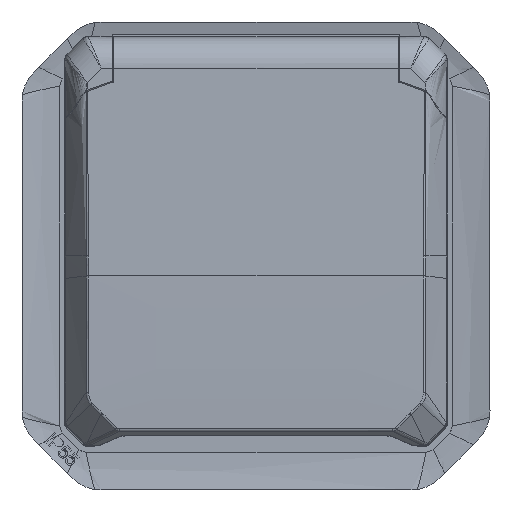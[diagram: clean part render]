
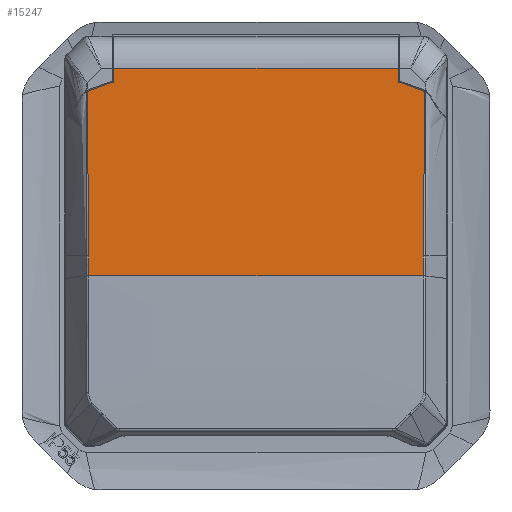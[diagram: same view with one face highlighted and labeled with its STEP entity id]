
A CAD part, top view. The second image highlights one B-rep face of the part: STEP entity #15247.
In plain terms, the highlighted planar face has unit normal (0, -0.005, -1).
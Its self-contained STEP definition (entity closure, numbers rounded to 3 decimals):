
#15231=AXIS2_PLACEMENT_3D('Plane Axis2P3D',#15228,#15229,#15230) ;
#4469=CARTESIAN_POINT('Vertex',(25.4,24.761,178.531)) ;
#4473=CARTESIAN_POINT('Control Point',(25.4,24.761,178.531)) ;
#4474=CARTESIAN_POINT('Control Point',(24.067,25.242,178.528)) ;
#4475=CARTESIAN_POINT('Control Point',(22.733,25.723,178.526)) ;
#4476=CARTESIAN_POINT('Control Point',(21.4,26.204,178.524)) ;
#4477=CARTESIAN_POINT('Vertex',(21.4,26.204,178.524)) ;
#4593=CARTESIAN_POINT('Line Origine',(21.4,27.213,178.519)) ;
#4597=CARTESIAN_POINT('Vertex',(21.4,28.222,178.515)) ;
#4799=CARTESIAN_POINT('Vertex',(25.158,0.001,178.646)) ;
#4805=CARTESIAN_POINT('Control Point',(25.158,0.001,178.646)) ;
#4806=CARTESIAN_POINT('Control Point',(25.158,1.477,178.639)) ;
#4807=CARTESIAN_POINT('Control Point',(25.16,2.954,178.632)) ;
#4808=CARTESIAN_POINT('Control Point',(25.164,4.43,178.625)) ;
#4809=CARTESIAN_POINT('Control Point',(25.175,7.382,178.612)) ;
#4810=CARTESIAN_POINT('Control Point',(25.194,10.333,178.598)) ;
#4811=CARTESIAN_POINT('Control Point',(25.206,11.809,178.591)) ;
#4812=CARTESIAN_POINT('Control Point',(25.228,14.017,178.581)) ;
#4813=CARTESIAN_POINT('Control Point',(25.255,16.22,178.57)) ;
#4814=CARTESIAN_POINT('Control Point',(25.265,16.953,178.567)) ;
#4815=CARTESIAN_POINT('Control Point',(25.286,18.413,178.56)) ;
#4816=CARTESIAN_POINT('Control Point',(25.31,19.868,178.553)) ;
#4817=CARTESIAN_POINT('Control Point',(25.322,20.596,178.55)) ;
#4818=CARTESIAN_POINT('Control Point',(25.345,21.867,178.544)) ;
#4819=CARTESIAN_POINT('Control Point',(25.369,23.132,178.538)) ;
#4820=CARTESIAN_POINT('Control Point',(25.379,23.675,178.536)) ;
#4821=CARTESIAN_POINT('Control Point',(25.39,24.218,178.533)) ;
#4822=CARTESIAN_POINT('Control Point',(25.4,24.761,178.531)) ;
#5186=CARTESIAN_POINT('Vertex',(25.158,-3.,178.66)) ;
#5192=CARTESIAN_POINT('Control Point',(25.158,-3.,178.66)) ;
#5193=CARTESIAN_POINT('Control Point',(25.158,-2.904,178.659)) ;
#5194=CARTESIAN_POINT('Control Point',(25.158,-2.815,178.659)) ;
#5195=CARTESIAN_POINT('Control Point',(25.158,-2.734,178.659)) ;
#5196=CARTESIAN_POINT('Control Point',(25.158,-2.154,178.656)) ;
#5197=CARTESIAN_POINT('Control Point',(25.158,-1.572,178.653)) ;
#5198=CARTESIAN_POINT('Control Point',(25.158,-1.062,178.651)) ;
#5199=CARTESIAN_POINT('Control Point',(25.158,-0.544,178.648)) ;
#5200=CARTESIAN_POINT('Control Point',(25.158,-0.026,178.646)) ;
#5201=CARTESIAN_POINT('Control Point',(25.158,-0.017,178.646)) ;
#5202=CARTESIAN_POINT('Control Point',(25.158,-0.008,178.646)) ;
#5203=CARTESIAN_POINT('Control Point',(25.158,0.001,178.646)) ;
#5796=CARTESIAN_POINT('Vertex',(-25.158,0.001,178.646)) ;
#5828=CARTESIAN_POINT('Vertex',(-25.4,24.761,178.531)) ;
#5832=CARTESIAN_POINT('Control Point',(-25.158,0.001,178.646)) ;
#5833=CARTESIAN_POINT('Control Point',(-25.158,1.477,178.639)) ;
#5834=CARTESIAN_POINT('Control Point',(-25.16,2.954,178.632)) ;
#5835=CARTESIAN_POINT('Control Point',(-25.164,4.43,178.625)) ;
#5836=CARTESIAN_POINT('Control Point',(-25.175,7.382,178.612)) ;
#5837=CARTESIAN_POINT('Control Point',(-25.194,10.333,178.598)) ;
#5838=CARTESIAN_POINT('Control Point',(-25.206,11.809,178.591)) ;
#5839=CARTESIAN_POINT('Control Point',(-25.228,14.017,178.581)) ;
#5840=CARTESIAN_POINT('Control Point',(-25.255,16.22,178.57)) ;
#5841=CARTESIAN_POINT('Control Point',(-25.265,16.953,178.567)) ;
#5842=CARTESIAN_POINT('Control Point',(-25.286,18.413,178.56)) ;
#5843=CARTESIAN_POINT('Control Point',(-25.31,19.868,178.553)) ;
#5844=CARTESIAN_POINT('Control Point',(-25.322,20.596,178.55)) ;
#5845=CARTESIAN_POINT('Control Point',(-25.345,21.867,178.544)) ;
#5846=CARTESIAN_POINT('Control Point',(-25.369,23.132,178.538)) ;
#5847=CARTESIAN_POINT('Control Point',(-25.379,23.675,178.536)) ;
#5848=CARTESIAN_POINT('Control Point',(-25.39,24.218,178.533)) ;
#5849=CARTESIAN_POINT('Control Point',(-25.4,24.761,178.531)) ;
#5951=CARTESIAN_POINT('Vertex',(-25.158,-3.,178.66)) ;
#5954=CARTESIAN_POINT('Line Origine',(0.,-3.,178.66)) ;
#6079=CARTESIAN_POINT('Control Point',(-25.158,0.001,178.646)) ;
#6080=CARTESIAN_POINT('Control Point',(-25.158,-0.256,178.647)) ;
#6081=CARTESIAN_POINT('Control Point',(-25.158,-0.556,178.648)) ;
#6082=CARTESIAN_POINT('Control Point',(-25.158,-0.906,178.65)) ;
#6083=CARTESIAN_POINT('Control Point',(-25.158,-1.493,178.653)) ;
#6084=CARTESIAN_POINT('Control Point',(-25.158,-2.078,178.656)) ;
#6085=CARTESIAN_POINT('Control Point',(-25.158,-2.368,178.657)) ;
#6086=CARTESIAN_POINT('Control Point',(-25.158,-2.672,178.658)) ;
#6087=CARTESIAN_POINT('Control Point',(-25.158,-3.,178.66)) ;
#14802=CARTESIAN_POINT('Vertex',(-21.401,26.204,178.524)) ;
#14806=CARTESIAN_POINT('Control Point',(-21.403,26.203,178.524)) ;
#14807=CARTESIAN_POINT('Control Point',(-21.401,26.204,178.524)) ;
#14808=CARTESIAN_POINT('Vertex',(-21.403,26.203,178.524)) ;
#14812=CARTESIAN_POINT('Control Point',(-25.4,24.761,178.531)) ;
#14813=CARTESIAN_POINT('Control Point',(-24.068,25.242,178.528)) ;
#14814=CARTESIAN_POINT('Control Point',(-22.736,25.722,178.526)) ;
#14815=CARTESIAN_POINT('Control Point',(-21.403,26.203,178.524)) ;
#15061=CARTESIAN_POINT('Vertex',(-21.4,28.222,178.515)) ;
#15064=CARTESIAN_POINT('Line Origine',(-21.4,27.622,178.517)) ;
#15068=CARTESIAN_POINT('Vertex',(-21.4,27.023,178.52)) ;
#15071=CARTESIAN_POINT('Line Origine',(-21.4,26.613,178.522)) ;
#15153=CARTESIAN_POINT('Line Origine',(0.,28.222,178.515)) ;
#15228=CARTESIAN_POINT('Axis2P3D Location',(0.,-3.,178.66)) ;
#4594=DIRECTION('Vector Direction',(0.,1.,-0.005)) ;
#5955=DIRECTION('Vector Direction',(1.,0.,0.)) ;
#15065=DIRECTION('Vector Direction',(0.,1.,-0.005)) ;
#15072=DIRECTION('Vector Direction',(0.,1.,-0.005)) ;
#15154=DIRECTION('Vector Direction',(-1.,0.,0.)) ;
#15229=DIRECTION('Axis2P3D Direction',(0.,-0.005,-1.)) ;
#15230=DIRECTION('Axis2P3D XDirection',(0.,1.,-0.005)) ;
#4595=VECTOR('Line Direction',#4594,1.) ;
#5956=VECTOR('Line Direction',#5955,1.) ;
#15066=VECTOR('Line Direction',#15065,1.) ;
#15073=VECTOR('Line Direction',#15072,1.) ;
#15155=VECTOR('Line Direction',#15154,1.) ;
#15234=ORIENTED_EDGE('',*,*,#5850,.F.) ;
#15235=ORIENTED_EDGE('',*,*,#14816,.T.) ;
#15236=ORIENTED_EDGE('',*,*,#14810,.T.) ;
#15237=ORIENTED_EDGE('',*,*,#15075,.T.) ;
#15238=ORIENTED_EDGE('',*,*,#15070,.T.) ;
#15239=ORIENTED_EDGE('',*,*,#15157,.T.) ;
#15240=ORIENTED_EDGE('',*,*,#4599,.F.) ;
#15241=ORIENTED_EDGE('',*,*,#4479,.F.) ;
#15242=ORIENTED_EDGE('',*,*,#4823,.F.) ;
#15243=ORIENTED_EDGE('',*,*,#5204,.F.) ;
#15244=ORIENTED_EDGE('',*,*,#5958,.F.) ;
#15245=ORIENTED_EDGE('',*,*,#6088,.F.) ;
#15247=ADVANCED_FACE('Surface.51',(#15246),#15232,.T.) ;
#4472=B_SPLINE_CURVE_WITH_KNOTS('',3,(#4473,#4474,#4475,#4476),.UNSPECIFIED.,.F.,.U.,(4,4),(0.038,6.055),.UNSPECIFIED.) ;
#4804=B_SPLINE_CURVE_WITH_KNOTS('',5,(#4805,#4806,#4807,#4808,#4809,#4810,#4811,#4812,#4813,#4814,#4815,#4816,#4817,#4818,#4819,#4820,#4821,#4822),.UNSPECIFIED.,.F.,.U.,(6,3,3,3,3,6),(13.58,24.395,35.203,40.596,45.963,50.028),.UNSPECIFIED.) ;
#5191=B_SPLINE_CURVE_WITH_KNOTS('',5,(#5192,#5193,#5194,#5195,#5196,#5197,#5198,#5199,#5200,#5201,#5202,#5203),.UNSPECIFIED.,.F.,.U.,(6,3,3,6),(2.562,3.119,6.817,6.882),.UNSPECIFIED.) ;
#5831=B_SPLINE_CURVE_WITH_KNOTS('',5,(#5832,#5833,#5834,#5835,#5836,#5837,#5838,#5839,#5840,#5841,#5842,#5843,#5844,#5845,#5846,#5847,#5848,#5849),.UNSPECIFIED.,.F.,.U.,(6,3,3,3,3,6),(13.58,24.395,35.203,40.596,45.963,50.028),.UNSPECIFIED.) ;
#6078=B_SPLINE_CURVE_WITH_KNOTS('',5,(#6079,#6080,#6081,#6082,#6083,#6084,#6085,#6086,#6087),.UNSPECIFIED.,.F.,.U.,(6,3,6),(3.805,5.459,8.068),.UNSPECIFIED.) ;
#14805=B_SPLINE_CURVE_WITH_KNOTS('',1,(#14806,#14807),.UNSPECIFIED.,.F.,.U.,(2,2),(3.003,3.007),.UNSPECIFIED.) ;
#14811=B_SPLINE_CURVE_WITH_KNOTS('',3,(#14812,#14813,#14814,#14815),.UNSPECIFIED.,.F.,.U.,(4,4),(0.038,6.049),.UNSPECIFIED.) ;
#4479=EDGE_CURVE('',#4470,#4478,#4472,.T.) ;
#4599=EDGE_CURVE('',#4478,#4598,#4596,.T.) ;
#4823=EDGE_CURVE('',#4800,#4470,#4804,.T.) ;
#5204=EDGE_CURVE('',#5187,#4800,#5191,.T.) ;
#5850=EDGE_CURVE('',#5829,#5797,#5831,.F.) ;
#5958=EDGE_CURVE('',#5952,#5187,#5957,.T.) ;
#6088=EDGE_CURVE('',#5797,#5952,#6078,.T.) ;
#14810=EDGE_CURVE('',#14809,#14803,#14805,.T.) ;
#14816=EDGE_CURVE('',#5829,#14809,#14811,.T.) ;
#15070=EDGE_CURVE('',#15069,#15062,#15067,.T.) ;
#15075=EDGE_CURVE('',#14803,#15069,#15074,.T.) ;
#15157=EDGE_CURVE('',#15062,#4598,#15156,.F.) ;
#15233=EDGE_LOOP('',(#15234,#15235,#15236,#15237,#15238,#15239,#15240,#15241,#15242,#15243,#15244,#15245)) ;
#15246=FACE_OUTER_BOUND('',#15233,.T.) ;
#4596=LINE('Line',#4593,#4595) ;
#5957=LINE('Line',#5954,#5956) ;
#15067=LINE('Line',#15064,#15066) ;
#15074=LINE('Line',#15071,#15073) ;
#15156=LINE('Line',#15153,#15155) ;
#15232=PLANE('',#15231) ;
#4470=VERTEX_POINT('',#4469) ;
#4478=VERTEX_POINT('',#4477) ;
#4598=VERTEX_POINT('',#4597) ;
#4800=VERTEX_POINT('',#4799) ;
#5187=VERTEX_POINT('',#5186) ;
#5797=VERTEX_POINT('',#5796) ;
#5829=VERTEX_POINT('',#5828) ;
#5952=VERTEX_POINT('',#5951) ;
#14803=VERTEX_POINT('',#14802) ;
#14809=VERTEX_POINT('',#14808) ;
#15062=VERTEX_POINT('',#15061) ;
#15069=VERTEX_POINT('',#15068) ;
